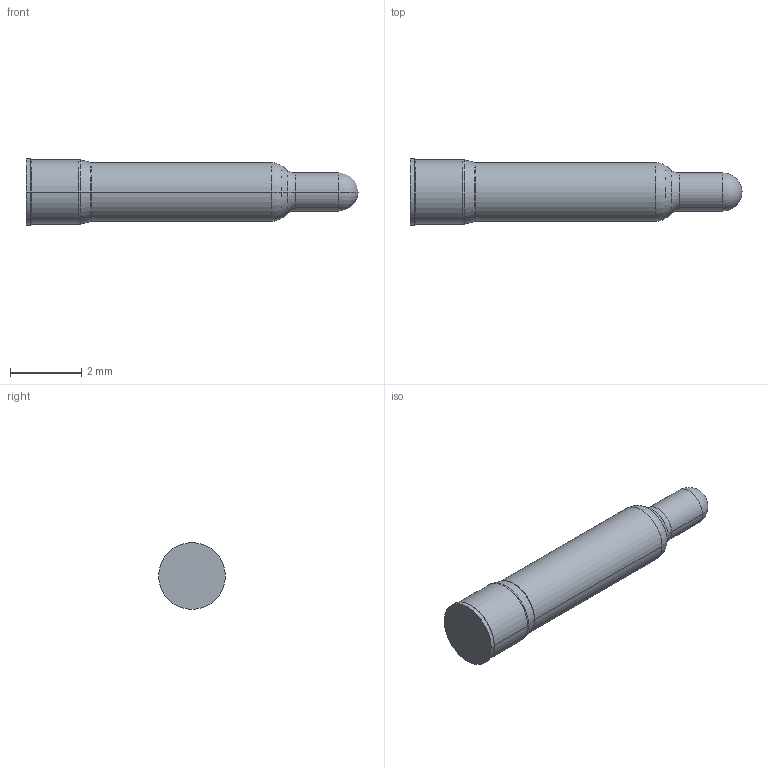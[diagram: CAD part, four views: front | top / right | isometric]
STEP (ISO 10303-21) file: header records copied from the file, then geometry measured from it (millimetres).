
FILE_DESCRIPTION (( 'STEP AP214' ), '1' );
FILE_NAME ('100-SDN050M.STEP', '2013-07-01T17:19:54', ( 'spare' ), ( '' ), 'SwSTEP 2.0', 'SolidWorks 2012', '' );
FILE_SCHEMA (( 'AUTOMOTIVE_DESIGN' ));
Length unit declared in the file: inch
Products named in the file (1): 100-SDN050M
Bounding box: 9.3 x 1.87 x 1.87 mm (x, y, z)
Volume: 17.9 mm3; surface area: 48.5 mm2
Topology: 1 solids, 1 shells, 26 faces, 54 edges, 29 vertices
Faces by surface type: torus 10, cylinder 8, cone 4, sphere 2, plane 2
Entity records: 700 total; most frequent: DIRECTION 142, CARTESIAN_POINT 104, ORIENTED_EDGE 100, AXIS2_PLACEMENT_3D 65, EDGE_CURVE 50, CIRCLE 38, EDGE_LOOP 27, VERTEX_POINT 27
